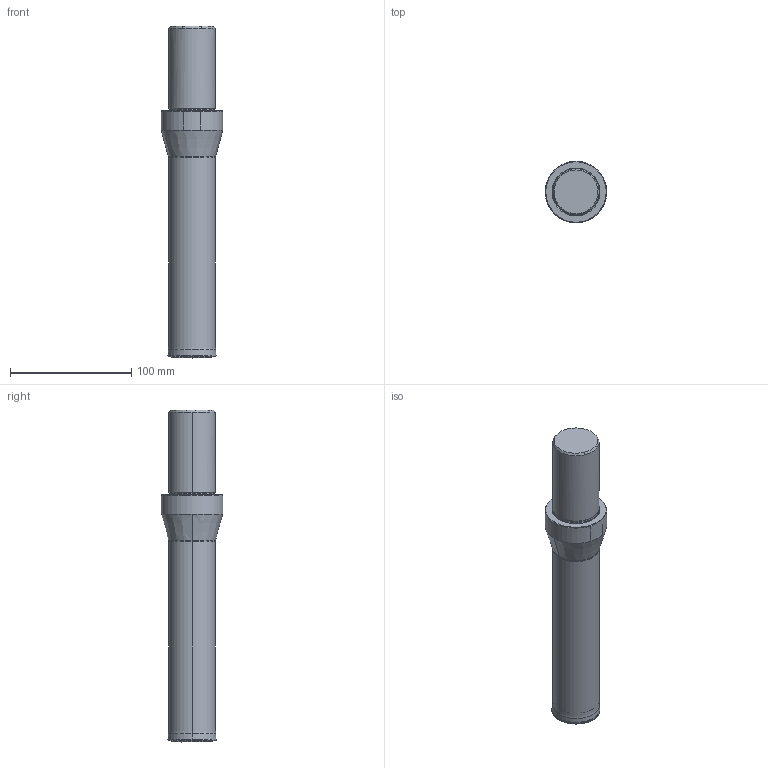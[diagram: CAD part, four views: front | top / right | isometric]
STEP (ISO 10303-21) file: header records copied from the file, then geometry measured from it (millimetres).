
FILE_DESCRIPTION(/* description */ (''),/* implementation_level */ '2;1');
FILE_NAME(/* name */ 'MVX1562X4C150_IR0_024.stp',/* time_stamp */ '2023-03-15T14:46:11+09:00',/* author */ (''),/* organization */ (''),/* preprocessor_version */ 'ST-DEVELOPER v16',/* originating_system */ 'SIEMENS PLM Software NX 10.0',/* authorisation */ '');
FILE_SCHEMA (('AUTOMOTIVE_DESIGN { 1 0 10303 214 3 1 1 1 }'));
Length unit declared in the file: millimetre
Products named in the file (1): MVX1562X4C150_IR0_024_ASM
Bounding box: 50.8 x 50.8 x 273.56 mm (x, y, z)
Volume: 351610.6 mm3; surface area: 40782.1 mm2
Topology: 2 solids, 2 shells, 68 faces, 168 edges, 123 vertices
Faces by surface type: cone 18, revolution 14, torus 14, bspline 10, cylinder 8, plane 4
Entity records: 2788 total; most frequent: CARTESIAN_POINT 1136, DIRECTION 337, ORIENTED_EDGE 288, AXIS2_PLACEMENT_3D 149, EDGE_CURVE 144, CIRCLE 97, VERTEX_POINT 82, EDGE_LOOP 70
